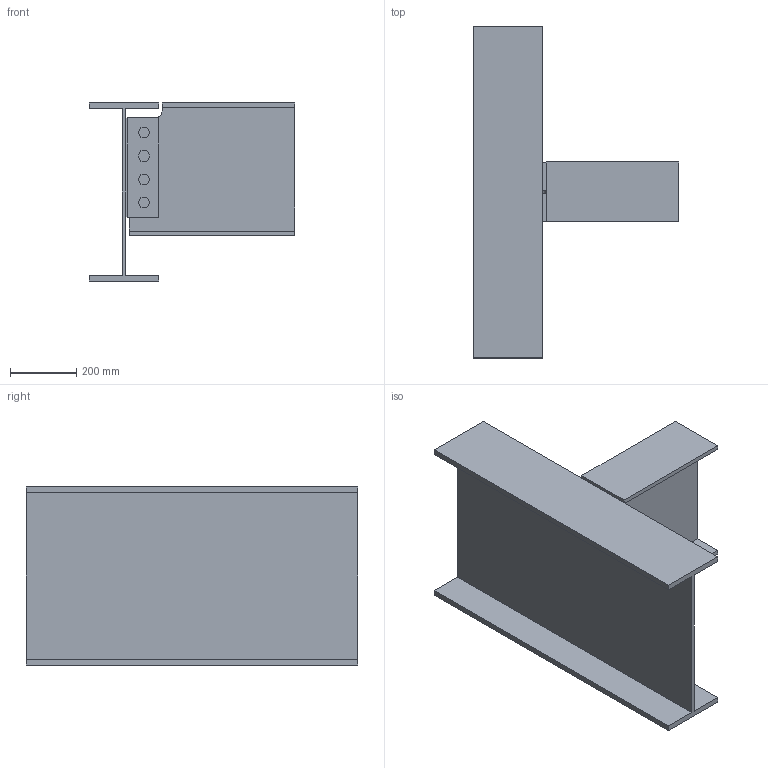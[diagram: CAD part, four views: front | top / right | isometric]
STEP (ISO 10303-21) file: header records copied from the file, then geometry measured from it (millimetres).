
FILE_DESCRIPTION(('Open CASCADE Model'),'2;1');
FILE_NAME('Open CASCADE Shape Model','2023-03-20T15:10:34',('Author'),( 'Open CASCADE'),'Open CASCADE STEP processor 6.9','Open CASCADE 6.9' ,'Unknown');
FILE_SCHEMA(('AUTOMOTIVE_DESIGN { 1 0 10303 214 1 1 1 1 }'));
Length unit declared in the file: millimetre
Products named in the file (1): Open CASCADE STEP translator 6.9 1
Bounding box: 620.4 x 1000 x 537 mm (x, y, z)
Volume: 16963873.8 mm3; surface area: 2670466.3 mm2
Topology: 1 solids, 1 shells, 108 faces, 277 edges, 182 vertices
Faces by surface type: plane 101, cylinder 5, sphere 2
Full cylindrical faces by diameter (mm): 24 x4
Entity records: 6817 total; most frequent: CARTESIAN_POINT 1138, DIRECTION 1050, LINE 778, VECTOR 778, ORIENTED_EDGE 550, PCURVE 550, DEFINITIONAL_REPRESENTATION 550, EDGE_CURVE 275
